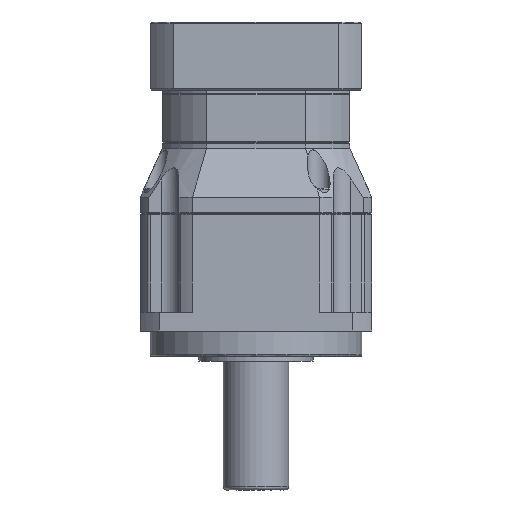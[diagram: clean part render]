
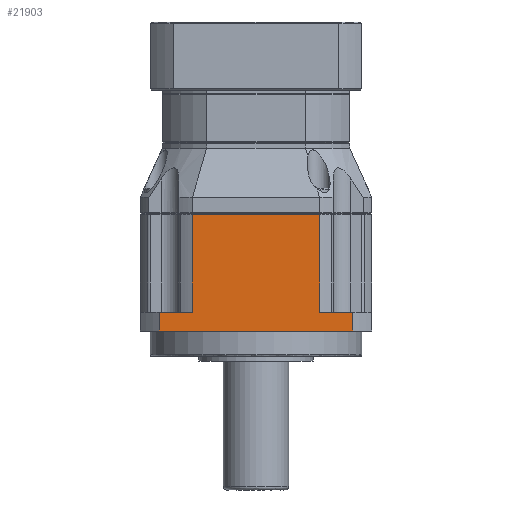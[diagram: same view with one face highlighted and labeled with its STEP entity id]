
A CAD part, front view. The second image highlights one B-rep face of the part: STEP entity #21903.
In plain terms, the highlighted planar face has unit normal (0, -1, 0).
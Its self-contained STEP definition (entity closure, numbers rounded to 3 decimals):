
#858 = VERTEX_POINT ( 'NONE', #3926 ) ;
#982 = VECTOR ( 'NONE', #25736, 1000. ) ;
#986 = CARTESIAN_POINT ( 'NONE',  ( -71., -71., -21.5 ) ) ;
#1111 = VECTOR ( 'NONE', #6803, 1000. ) ;
#1172 = LINE ( 'NONE', #19804, #22037 ) ;
#2191 = CARTESIAN_POINT ( 'NONE',  ( -38.987, -71., 30.5 ) ) ;
#2196 = VECTOR ( 'NONE', #3843, 1000. ) ;
#2444 = PLANE ( 'NONE',  #8074 ) ;
#2607 = CARTESIAN_POINT ( 'NONE',  ( -71., -71., -33. ) ) ;
#2888 = CARTESIAN_POINT ( 'NONE',  ( 59.29, -71., 30.5 ) ) ;
#3312 = LINE ( 'NONE', #986, #8523 ) ;
#3328 = CARTESIAN_POINT ( 'NONE',  ( -59.29, -71., -33. ) ) ;
#3343 = ORIENTED_EDGE ( 'NONE', *, *, #21339, .T. ) ;
#3760 = ORIENTED_EDGE ( 'NONE', *, *, #7740, .F. ) ;
#3843 = DIRECTION ( 'NONE',  ( 1., 0., 0. ) ) ;
#3926 = CARTESIAN_POINT ( 'NONE',  ( -59.29, -71., -21.5 ) ) ;
#3927 = CARTESIAN_POINT ( 'NONE',  ( 38.987, -71., -21.5 ) ) ;
#4981 = CARTESIAN_POINT ( 'NONE',  ( 59.29, -71., -21.5 ) ) ;
#5336 = VERTEX_POINT ( 'NONE', #25345 ) ;
#5587 = CARTESIAN_POINT ( 'NONE',  ( 59.29, -71., -33. ) ) ;
#6422 = LINE ( 'NONE', #2607, #1111 ) ;
#6510 = VERTEX_POINT ( 'NONE', #10622 ) ;
#6803 = DIRECTION ( 'NONE',  ( 1., 0., 0. ) ) ;
#7089 = CARTESIAN_POINT ( 'NONE',  ( -59.29, -71., 30.5 ) ) ;
#7234 = VERTEX_POINT ( 'NONE', #19321 ) ;
#7238 = ORIENTED_EDGE ( 'NONE', *, *, #21840, .T. ) ;
#7333 = VECTOR ( 'NONE', #7346, 1000. ) ;
#7346 = DIRECTION ( 'NONE',  ( 0., 0., -1. ) ) ;
#7740 = EDGE_CURVE ( 'NONE', #6510, #21772, #21871, .T. ) ;
#7951 = LINE ( 'NONE', #7089, #7333 ) ;
#8074 = AXIS2_PLACEMENT_3D ( 'NONE', #10429, #24703, #12456 ) ;
#8196 = LINE ( 'NONE', #2191, #18382 ) ;
#8523 = VECTOR ( 'NONE', #15019, 1000. ) ;
#10137 = VERTEX_POINT ( 'NONE', #4981 ) ;
#10397 = FACE_OUTER_BOUND ( 'NONE', #15377, .T. ) ;
#10429 = CARTESIAN_POINT ( 'NONE',  ( -71., -71., 30.5 ) ) ;
#10622 = CARTESIAN_POINT ( 'NONE',  ( 38.987, -71., 38.5 ) ) ;
#10939 = EDGE_CURVE ( 'NONE', #5336, #6510, #18236, .T. ) ;
#11719 = ORIENTED_EDGE ( 'NONE', *, *, #21510, .T. ) ;
#12456 = DIRECTION ( 'NONE',  ( 1., 0., 0. ) ) ;
#13515 = CARTESIAN_POINT ( 'NONE',  ( 38.987, -71., 39. ) ) ;
#13721 = VERTEX_POINT ( 'NONE', #3328 ) ;
#14399 = EDGE_CURVE ( 'NONE', #7234, #858, #1172, .T. ) ;
#15019 = DIRECTION ( 'NONE',  ( -1., 0., 0. ) ) ;
#15355 = VERTEX_POINT ( 'NONE', #5587 ) ;
#15377 = EDGE_LOOP ( 'NONE', ( #11719, #3760, #25414, #7238, #22182, #3343, #19639, #23965 ) ) ;
#16883 = DIRECTION ( 'NONE',  ( 0., 0., 1. ) ) ;
#18236 = LINE ( 'NONE', #24083, #2196 ) ;
#18275 = DIRECTION ( 'NONE',  ( 0., 0., -1. ) ) ;
#18382 = VECTOR ( 'NONE', #18275, 1000. ) ;
#18585 = LINE ( 'NONE', #2888, #24036 ) ;
#18726 = EDGE_CURVE ( 'NONE', #15355, #10137, #18585, .T. ) ;
#19321 = CARTESIAN_POINT ( 'NONE',  ( -38.987, -71., -21.5 ) ) ;
#19639 = ORIENTED_EDGE ( 'NONE', *, *, #24634, .T. ) ;
#19804 = CARTESIAN_POINT ( 'NONE',  ( -71., -71., -21.5 ) ) ;
#19895 = DIRECTION ( 'NONE',  ( -1., 0., 0. ) ) ;
#21339 = EDGE_CURVE ( 'NONE', #858, #13721, #7951, .T. ) ;
#21510 = EDGE_CURVE ( 'NONE', #10137, #21772, #3312, .T. ) ;
#21772 = VERTEX_POINT ( 'NONE', #3927 ) ;
#21840 = EDGE_CURVE ( 'NONE', #5336, #7234, #8196, .T. ) ;
#21871 = LINE ( 'NONE', #13515, #982 ) ;
#21903 = ADVANCED_FACE ( 'NONE', ( #10397 ), #2444, .T. ) ;
#22037 = VECTOR ( 'NONE', #19895, 1000. ) ;
#22182 = ORIENTED_EDGE ( 'NONE', *, *, #14399, .T. ) ;
#23965 = ORIENTED_EDGE ( 'NONE', *, *, #18726, .T. ) ;
#24036 = VECTOR ( 'NONE', #16883, 1000. ) ;
#24083 = CARTESIAN_POINT ( 'NONE',  ( -35.5, -71., 38.5 ) ) ;
#24634 = EDGE_CURVE ( 'NONE', #13721, #15355, #6422, .T. ) ;
#24703 = DIRECTION ( 'NONE',  ( 0., -1., 0. ) ) ;
#25345 = CARTESIAN_POINT ( 'NONE',  ( -38.987, -71., 38.5 ) ) ;
#25414 = ORIENTED_EDGE ( 'NONE', *, *, #10939, .F. ) ;
#25736 = DIRECTION ( 'NONE',  ( 0., 0., -1. ) ) ;
